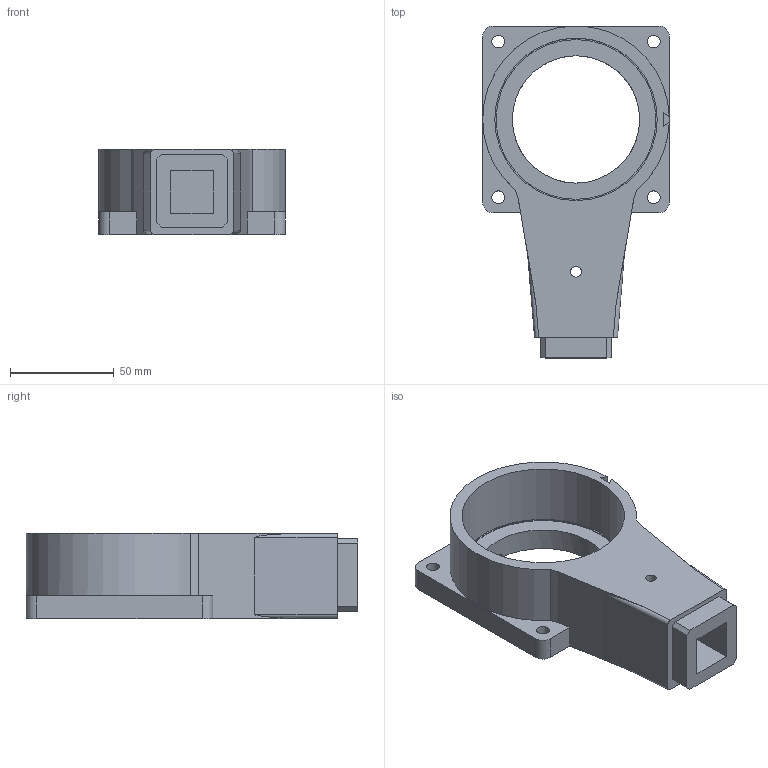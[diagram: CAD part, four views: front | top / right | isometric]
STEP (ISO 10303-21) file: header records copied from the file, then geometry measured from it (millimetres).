
FILE_DESCRIPTION(/* description */ (''),/* implementation_level */ '2;1');
FILE_NAME(/* name */ 'joint3_outer.step',/* time_stamp */ '2025-12-08T19:15:59+01:00',/* author */ (''),/* organization */ (''),/* preprocessor_version */ 'ST-DEVELOPER v20.1',/* originating_system */ 'Autodesk Translation Framework v14.21.0.0',/* authorisation */ '');
FILE_SCHEMA (('AUTOMOTIVE_DESIGN { 1 0 10303 214 3 1 1 }'));
Length unit declared in the file: millimetre
Products named in the file (1): FusionComponent
Bounding box: 90 x 160 x 41 mm (x, y, z)
Volume: 199036.8 mm3; surface area: 50660.7 mm2
Topology: 1 solids, 1 shells, 56 faces, 151 edges, 100 vertices
Faces by surface type: plane 36, cylinder 20
Full cylindrical faces by diameter (mm): 5.2 x2, 6.1 x4, 61.4 x1, 77 x1, 78.3 x1
Entity records: 1837 total; most frequent: CARTESIAN_POINT 325, DIRECTION 306, ORIENTED_EDGE 302, EDGE_CURVE 151, LINE 108, VECTOR 108, VERTEX_POINT 100, AXIS2_PLACEMENT_3D 99
